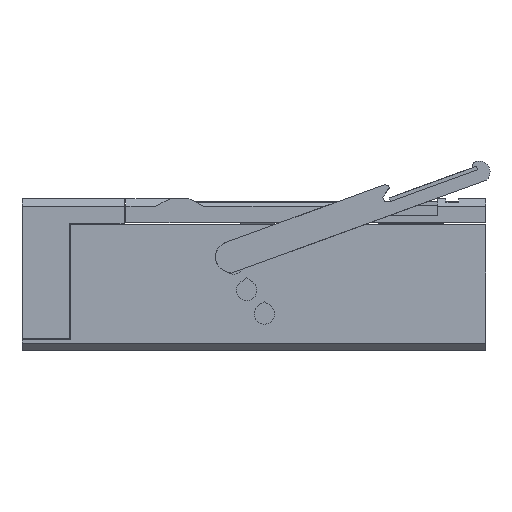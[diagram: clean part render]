
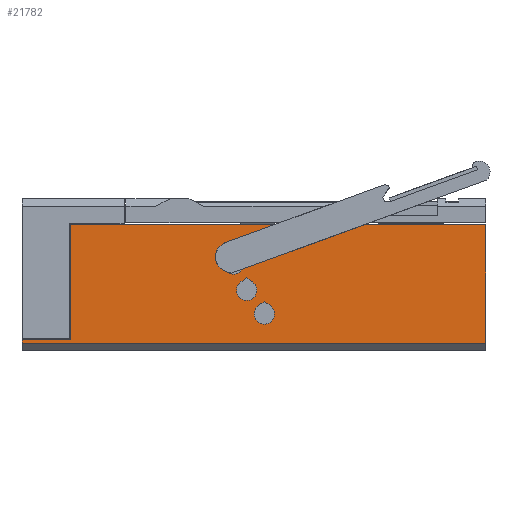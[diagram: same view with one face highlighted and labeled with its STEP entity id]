
A CAD part, left-side view. The second image highlights one B-rep face of the part: STEP entity #21782.
In plain terms, the highlighted planar face has unit normal (-1, 0, 0).
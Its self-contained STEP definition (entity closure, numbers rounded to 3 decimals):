
#305=FACE_BOUND('',#3638,.T.);
#306=FACE_BOUND('',#3639,.T.);
#307=FACE_BOUND('',#3640,.T.);
#1022=PLANE('',#23455);
#2323=FACE_OUTER_BOUND('',#3637,.T.);
#3637=EDGE_LOOP('',(#19864,#19865,#19866,#19867,#19868,#19869));
#3638=EDGE_LOOP('',(#19870,#19871,#19872));
#3639=EDGE_LOOP('',(#19873,#19874,#19875));
#3640=EDGE_LOOP('',(#19876,#19877,#19878));
#6008=LINE('',#42703,#8006);
#6031=LINE('',#42755,#8029);
#6043=LINE('',#42783,#8041);
#6048=LINE('',#42793,#8046);
#6127=LINE('',#42991,#8125);
#6131=LINE('',#43001,#8129);
#6135=LINE('',#43009,#8133);
#6139=LINE('',#43019,#8137);
#6143=LINE('',#43027,#8141);
#6147=LINE('',#43037,#8145);
#6149=LINE('',#43041,#8147);
#6150=LINE('',#43043,#8148);
#8006=VECTOR('',#28171,10.);
#8029=VECTOR('',#28196,10.);
#8041=VECTOR('',#28220,10.);
#8046=VECTOR('',#28227,10.);
#8125=VECTOR('',#28392,10.);
#8129=VECTOR('',#28406,10.);
#8133=VECTOR('',#28414,10.);
#8137=VECTOR('',#28428,10.);
#8141=VECTOR('',#28436,10.);
#8145=VECTOR('',#28450,10.);
#8147=VECTOR('',#28454,10.);
#8148=VECTOR('',#28457,10.);
#8860=CIRCLE('',#23438,2.75);
#8861=CIRCLE('',#23445,2.75);
#8862=CIRCLE('',#23452,2.75);
#10682=VERTEX_POINT('',#42700);
#10683=VERTEX_POINT('',#42702);
#10705=VERTEX_POINT('',#42753);
#10715=VERTEX_POINT('',#42781);
#10719=VERTEX_POINT('',#42791);
#10788=VERTEX_POINT('',#42988);
#10789=VERTEX_POINT('',#42990);
#10790=VERTEX_POINT('',#42997);
#10791=VERTEX_POINT('',#43006);
#10792=VERTEX_POINT('',#43008);
#10793=VERTEX_POINT('',#43015);
#10794=VERTEX_POINT('',#43024);
#10795=VERTEX_POINT('',#43026);
#10796=VERTEX_POINT('',#43033);
#10797=VERTEX_POINT('',#43039);
#13705=EDGE_CURVE('',#10683,#10682,#6008,.T.);
#13730=EDGE_CURVE('',#10682,#10705,#6031,.T.);
#13745=EDGE_CURVE('',#10705,#10715,#6043,.T.);
#13750=EDGE_CURVE('',#10719,#10715,#6048,.T.);
#13843=EDGE_CURVE('',#10789,#10788,#6127,.T.);
#13846=EDGE_CURVE('',#10790,#10789,#8860,.T.);
#13848=EDGE_CURVE('',#10788,#10790,#6131,.T.);
#13852=EDGE_CURVE('',#10792,#10791,#6135,.T.);
#13855=EDGE_CURVE('',#10793,#10792,#8861,.T.);
#13857=EDGE_CURVE('',#10791,#10793,#6139,.T.);
#13861=EDGE_CURVE('',#10795,#10794,#6143,.T.);
#13864=EDGE_CURVE('',#10796,#10795,#8862,.T.);
#13866=EDGE_CURVE('',#10794,#10796,#6147,.T.);
#13868=EDGE_CURVE('',#10719,#10797,#6149,.T.);
#13869=EDGE_CURVE('',#10797,#10683,#6150,.T.);
#19864=ORIENTED_EDGE('',*,*,#13730,.T.);
#19865=ORIENTED_EDGE('',*,*,#13745,.T.);
#19866=ORIENTED_EDGE('',*,*,#13750,.F.);
#19867=ORIENTED_EDGE('',*,*,#13868,.T.);
#19868=ORIENTED_EDGE('',*,*,#13869,.T.);
#19869=ORIENTED_EDGE('',*,*,#13705,.T.);
#19870=ORIENTED_EDGE('',*,*,#13846,.T.);
#19871=ORIENTED_EDGE('',*,*,#13843,.T.);
#19872=ORIENTED_EDGE('',*,*,#13848,.T.);
#19873=ORIENTED_EDGE('',*,*,#13855,.T.);
#19874=ORIENTED_EDGE('',*,*,#13852,.T.);
#19875=ORIENTED_EDGE('',*,*,#13857,.T.);
#19876=ORIENTED_EDGE('',*,*,#13864,.T.);
#19877=ORIENTED_EDGE('',*,*,#13861,.T.);
#19878=ORIENTED_EDGE('',*,*,#13866,.T.);
#21782=ADVANCED_FACE('',(#2323,#305,#306,#307),#1022,.T.);
#23438=AXIS2_PLACEMENT_3D('',#42998,#28401,#28402);
#23445=AXIS2_PLACEMENT_3D('',#43016,#28423,#28424);
#23452=AXIS2_PLACEMENT_3D('',#43034,#28445,#28446);
#23455=AXIS2_PLACEMENT_3D('',#43042,#28455,#28456);
#28171=DIRECTION('',(0.,1.,0.));
#28196=DIRECTION('',(0.,0.,-1.));
#28220=DIRECTION('',(0.,1.,0.));
#28227=DIRECTION('',(0.,0.,1.));
#28392=DIRECTION('',(0.,-0.819,0.574));
#28401=DIRECTION('center_axis',(1.,0.,0.));
#28402=DIRECTION('ref_axis',(0.,-1.,0.));
#28406=DIRECTION('',(0.,-0.819,-0.574));
#28414=DIRECTION('',(0.,-0.819,0.574));
#28423=DIRECTION('center_axis',(1.,0.,0.));
#28424=DIRECTION('ref_axis',(0.,-1.,0.));
#28428=DIRECTION('',(0.,-0.819,-0.574));
#28436=DIRECTION('',(0.,-0.819,0.574));
#28445=DIRECTION('center_axis',(1.,0.,0.));
#28446=DIRECTION('ref_axis',(0.,-1.,0.));
#28450=DIRECTION('',(0.,-0.819,-0.574));
#28454=DIRECTION('',(0.,-1.,0.));
#28455=DIRECTION('center_axis',(-1.,0.,0.));
#28456=DIRECTION('ref_axis',(0.,1.,0.));
#28457=DIRECTION('',(0.,0.,1.));
#42700=CARTESIAN_POINT('',(-19.5,2.,8.001));
#42702=CARTESIAN_POINT('',(-19.5,-110.,8.001));
#42703=CARTESIAN_POINT('',(-19.5,-15.,8.001));
#42753=CARTESIAN_POINT('',(-19.5,2.,-23.));
#42755=CARTESIAN_POINT('',(-19.5,2.,-8.999));
#42781=CARTESIAN_POINT('',(-19.5,15.,-23.));
#42783=CARTESIAN_POINT('',(-19.5,0.,-23.));
#42791=CARTESIAN_POINT('',(-19.5,15.,-24.));
#42793=CARTESIAN_POINT('',(-19.5,15.,-24.));
#42988=CARTESIAN_POINT('',(-19.5,-42.,0.776));
#42990=CARTESIAN_POINT('',(-19.5,-40.423,-0.329));
#42991=CARTESIAN_POINT('',(-19.5,-21.274,-13.737));
#42997=CARTESIAN_POINT('',(-19.5,-43.577,-0.329));
#42998=CARTESIAN_POINT('Origin',(-19.5,-42.,-2.581));
#43001=CARTESIAN_POINT('',(-19.5,-34.643,5.927));
#43006=CARTESIAN_POINT('',(-19.5,-45.567,-6.314));
#43008=CARTESIAN_POINT('',(-19.5,-43.99,-7.419));
#43009=CARTESIAN_POINT('',(-19.5,-25.31,-20.499));
#43015=CARTESIAN_POINT('',(-19.5,-47.144,-7.419));
#43016=CARTESIAN_POINT('Origin',(-19.5,-45.567,-9.671));
#43019=CARTESIAN_POINT('',(-19.5,-35.348,0.841));
#43024=CARTESIAN_POINT('',(-19.5,-50.311,-12.677));
#43026=CARTESIAN_POINT('',(-19.5,-48.734,-13.782));
#43027=CARTESIAN_POINT('',(-19.5,-29.957,-26.93));
#43033=CARTESIAN_POINT('',(-19.5,-51.889,-13.782));
#43034=CARTESIAN_POINT('Origin',(-19.5,-50.311,-16.035));
#43037=CARTESIAN_POINT('',(-19.5,-37.005,-3.36));
#43039=CARTESIAN_POINT('',(-19.5,-110.,-24.));
#43041=CARTESIAN_POINT('',(-19.5,-55.662,-24.));
#43042=CARTESIAN_POINT('Origin',(-19.5,-1.323,-26.));
#43043=CARTESIAN_POINT('',(-19.5,-110.,-26.));
